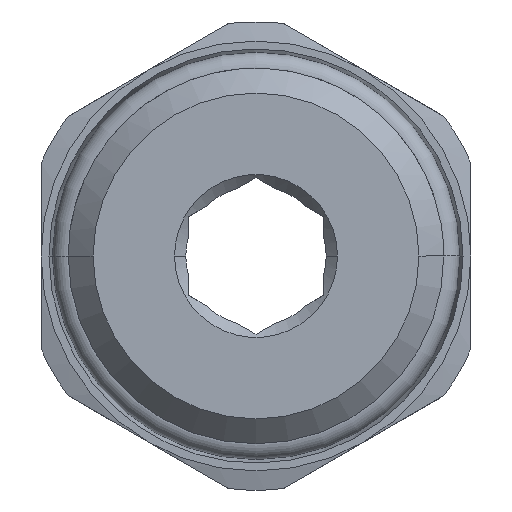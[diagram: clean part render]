
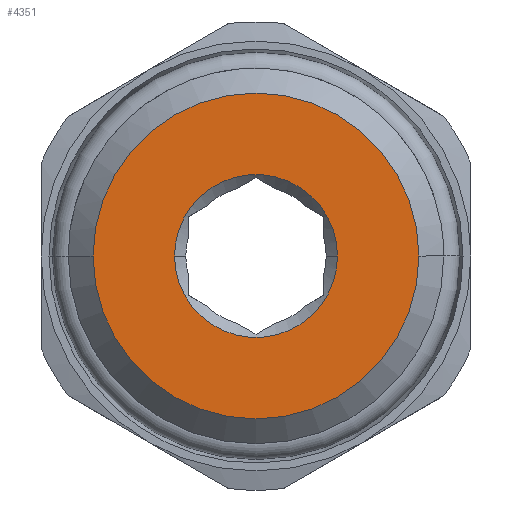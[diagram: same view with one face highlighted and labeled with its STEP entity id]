
A CAD part, front view. The second image highlights one B-rep face of the part: STEP entity #4351.
In plain terms, the highlighted planar face has unit normal (0, -1, 0).
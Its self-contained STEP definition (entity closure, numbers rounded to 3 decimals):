
#4184=CARTESIAN_POINT('Vertex',(7.2,0.,0.)) ;
#4187=CARTESIAN_POINT('Axis2P3D Location',(0.,0.,0.)) ;
#4191=CARTESIAN_POINT('Vertex',(-7.2,0.,0.)) ;
#4211=CARTESIAN_POINT('Axis2P3D Location',(0.,0.,0.)) ;
#4282=CARTESIAN_POINT('Axis2P3D Location',(0.,0.,0.)) ;
#4292=CARTESIAN_POINT('Control Point',(3.6,0.,0.)) ;
#4293=CARTESIAN_POINT('Control Point',(3.6,0.,0.372)) ;
#4294=CARTESIAN_POINT('Control Point',(3.552,0.,0.744)) ;
#4295=CARTESIAN_POINT('Control Point',(3.456,0.,1.107)) ;
#4296=CARTESIAN_POINT('Control Point',(3.172,0.,1.801)) ;
#4297=CARTESIAN_POINT('Control Point',(2.722,0.,2.4)) ;
#4298=CARTESIAN_POINT('Control Point',(2.459,0.,2.669)) ;
#4299=CARTESIAN_POINT('Control Point',(1.869,0.,3.133)) ;
#4300=CARTESIAN_POINT('Control Point',(1.182,0.,3.431)) ;
#4301=CARTESIAN_POINT('Control Point',(0.82,0.,3.535)) ;
#4302=CARTESIAN_POINT('Control Point',(0.079,0.,3.647)) ;
#4303=CARTESIAN_POINT('Control Point',(-0.667,0.,3.567)) ;
#4304=CARTESIAN_POINT('Control Point',(-1.032,0.,3.479)) ;
#4305=CARTESIAN_POINT('Control Point',(-1.732,0.,3.21)) ;
#4306=CARTESIAN_POINT('Control Point',(-2.341,0.,2.773)) ;
#4307=CARTESIAN_POINT('Control Point',(-2.615,0.,2.516)) ;
#4308=CARTESIAN_POINT('Control Point',(-3.092,0.,1.937)) ;
#4309=CARTESIAN_POINT('Control Point',(-3.405,0.,1.255)) ;
#4310=CARTESIAN_POINT('Control Point',(-3.517,0.,0.896)) ;
#4311=CARTESIAN_POINT('Control Point',(-3.586,0.,0.496)) ;
#4312=CARTESIAN_POINT('Control Point',(-3.599,0.,0.093)) ;
#4313=CARTESIAN_POINT('Control Point',(-3.6,0.,0.062)) ;
#4314=CARTESIAN_POINT('Control Point',(-3.6,0.,0.031)) ;
#4315=CARTESIAN_POINT('Control Point',(-3.6,0.,0.)) ;
#4316=CARTESIAN_POINT('Vertex',(3.6,0.,0.)) ;
#4318=CARTESIAN_POINT('Vertex',(-3.6,0.,0.)) ;
#4322=CARTESIAN_POINT('Control Point',(-3.6,0.,0.)) ;
#4323=CARTESIAN_POINT('Control Point',(-3.6,0.,-0.372)) ;
#4324=CARTESIAN_POINT('Control Point',(-3.552,0.,-0.744)) ;
#4325=CARTESIAN_POINT('Control Point',(-3.456,0.,-1.107)) ;
#4326=CARTESIAN_POINT('Control Point',(-3.172,0.,-1.801)) ;
#4327=CARTESIAN_POINT('Control Point',(-2.722,0.,-2.4)) ;
#4328=CARTESIAN_POINT('Control Point',(-2.459,0.,-2.669)) ;
#4329=CARTESIAN_POINT('Control Point',(-1.869,0.,-3.133)) ;
#4330=CARTESIAN_POINT('Control Point',(-1.182,0.,-3.431)) ;
#4331=CARTESIAN_POINT('Control Point',(-0.82,0.,-3.535)) ;
#4332=CARTESIAN_POINT('Control Point',(-0.079,0.,-3.647)) ;
#4333=CARTESIAN_POINT('Control Point',(0.667,0.,-3.567)) ;
#4334=CARTESIAN_POINT('Control Point',(1.032,0.,-3.479)) ;
#4335=CARTESIAN_POINT('Control Point',(1.732,0.,-3.21)) ;
#4336=CARTESIAN_POINT('Control Point',(2.341,0.,-2.773)) ;
#4337=CARTESIAN_POINT('Control Point',(2.615,0.,-2.516)) ;
#4338=CARTESIAN_POINT('Control Point',(3.092,0.,-1.937)) ;
#4339=CARTESIAN_POINT('Control Point',(3.405,0.,-1.255)) ;
#4340=CARTESIAN_POINT('Control Point',(3.517,0.,-0.896)) ;
#4341=CARTESIAN_POINT('Control Point',(3.586,0.,-0.496)) ;
#4342=CARTESIAN_POINT('Control Point',(3.599,0.,-0.093)) ;
#4343=CARTESIAN_POINT('Control Point',(3.6,0.,-0.062)) ;
#4344=CARTESIAN_POINT('Control Point',(3.6,0.,-0.031)) ;
#4345=CARTESIAN_POINT('Control Point',(3.6,0.,0.)) ;
#4188=DIRECTION('Axis2P3D Direction',(-0.,1.,0.)) ;
#4212=DIRECTION('Axis2P3D Direction',(-0.,1.,0.)) ;
#4283=DIRECTION('Axis2P3D Direction',(-0.,1.,0.)) ;
#4284=DIRECTION('Axis2P3D XDirection',(1.,0.,0.)) ;
#4189=AXIS2_PLACEMENT_3D('Circle Axis2P3D',#4187,#4188,$) ;
#4213=AXIS2_PLACEMENT_3D('Circle Axis2P3D',#4211,#4212,$) ;
#4285=AXIS2_PLACEMENT_3D('Plane Axis2P3D',#4282,#4283,#4284) ;
#4288=ORIENTED_EDGE('',*,*,#4215,.F.) ;
#4289=ORIENTED_EDGE('',*,*,#4193,.T.) ;
#4348=ORIENTED_EDGE('',*,*,#4320,.F.) ;
#4349=ORIENTED_EDGE('',*,*,#4346,.F.) ;
#4350=FACE_BOUND('',#4347,.T.) ;
#4351=ADVANCED_FACE('PN511B-08G38',(#4290,#4350),#4286,.F.) ;
#4291=B_SPLINE_CURVE_WITH_KNOTS('',5,(#4292,#4293,#4294,#4295,#4296,#4297,#4298,#4299,#4300,#4301,#4302,#4303,#4304,#4305,#4306,#4307,#4308,#4309,#4310,#4311,#4312,#4313,#4314,#4315),.UNSPECIFIED.,.F.,.U.,(6,3,3,3,3,3,3,6),(0.,2.629,5.258,7.887,10.516,13.145,15.774,15.994),.UNSPECIFIED.) ;
#4321=B_SPLINE_CURVE_WITH_KNOTS('',5,(#4322,#4323,#4324,#4325,#4326,#4327,#4328,#4329,#4330,#4331,#4332,#4333,#4334,#4335,#4336,#4337,#4338,#4339,#4340,#4341,#4342,#4343,#4344,#4345),.UNSPECIFIED.,.F.,.U.,(6,3,3,3,3,3,3,6),(0.,2.629,5.258,7.887,10.516,13.145,15.774,15.994),.UNSPECIFIED.) ;
#4190=CIRCLE('generated circle',#4189,7.2) ;
#4214=CIRCLE('generated circle',#4213,7.2) ;
#4193=EDGE_CURVE('',#4192,#4185,#4190,.F.) ;
#4215=EDGE_CURVE('',#4192,#4185,#4214,.T.) ;
#4320=EDGE_CURVE('',#4317,#4319,#4291,.T.) ;
#4346=EDGE_CURVE('',#4319,#4317,#4321,.T.) ;
#4287=EDGE_LOOP('',(#4288,#4289)) ;
#4347=EDGE_LOOP('',(#4348,#4349)) ;
#4290=FACE_OUTER_BOUND('',#4287,.T.) ;
#4286=PLANE('',#4285) ;
#4185=VERTEX_POINT('',#4184) ;
#4192=VERTEX_POINT('',#4191) ;
#4317=VERTEX_POINT('',#4316) ;
#4319=VERTEX_POINT('',#4318) ;
